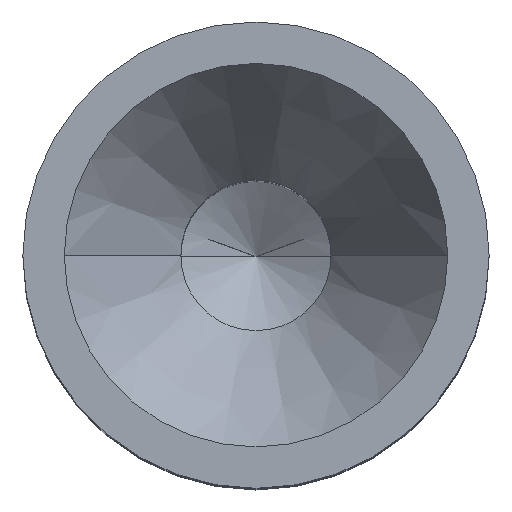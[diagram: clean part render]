
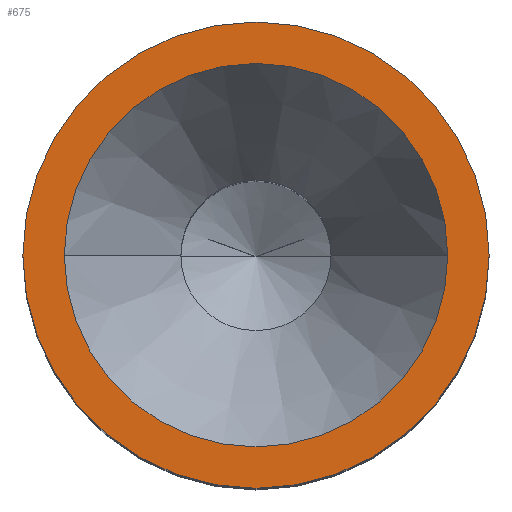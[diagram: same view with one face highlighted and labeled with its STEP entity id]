
A CAD part, top view. The second image highlights one B-rep face of the part: STEP entity #675.
In plain terms, the highlighted planar face has unit normal (0, 0, 1).
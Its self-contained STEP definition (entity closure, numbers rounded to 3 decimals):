
#201=CARTESIAN_POINT('',(0.,0.,12.498));
#202=DIRECTION('',(0.,0.,-1.));
#203=DIRECTION('',(-1.,0.,0.));
#204=AXIS2_PLACEMENT_3D('',#201,#202,#203);
#206=CARTESIAN_POINT('',(0.,0.,12.498));
#207=DIRECTION('',(0.,0.,1.));
#208=DIRECTION('',(-1.,0.,0.));
#209=AXIS2_PLACEMENT_3D('',#206,#207,#208);
#211=CARTESIAN_POINT('',(0.,0.,12.498));
#212=DIRECTION('',(0.,0.,1.));
#213=DIRECTION('',(-1.,0.,0.));
#214=AXIS2_PLACEMENT_3D('',#211,#212,#213);
#220=CARTESIAN_POINT('',(0.,0.,12.498));
#221=DIRECTION('',(0.,0.,-1.));
#222=DIRECTION('',(-1.,0.,0.));
#223=AXIS2_PLACEMENT_3D('',#220,#221,#222);
#326=CARTESIAN_POINT('',(-2.25,0.,12.498));
#328=VERTEX_POINT('',#326);
#340=CARTESIAN_POINT('',(2.25,0.,12.498));
#342=VERTEX_POINT('',#340);
#343=CARTESIAN_POINT('',(-1.85,0.,12.498));
#344=CARTESIAN_POINT('',(1.85,0.,12.498));
#345=VERTEX_POINT('',#343);
#346=VERTEX_POINT('',#344);
#660=CARTESIAN_POINT('',(0.,0.,12.498));
#661=DIRECTION('',(0.,0.,1.));
#662=DIRECTION('',(-1.,0.,0.));
#663=AXIS2_PLACEMENT_3D('',#660,#661,#662);
#664=PLANE('',#663);
#665=ORIENTED_EDGE('',*,*,#655,.T.);
#666=ORIENTED_EDGE('',*,*,#639,.F.);
#667=EDGE_LOOP('',(#665,#666));
#668=FACE_OUTER_BOUND('',#667,.F.);
#670=ORIENTED_EDGE('',*,*,#669,.T.);
#672=ORIENTED_EDGE('',*,*,#671,.F.);
#673=EDGE_LOOP('',(#670,#672));
#674=FACE_BOUND('',#673,.F.);
#675=ADVANCED_FACE('',(#668,#674),#664,.T.);
#205=CIRCLE('',#204,2.25);
#210=CIRCLE('',#209,2.25);
#215=CIRCLE('',#214,1.85);
#224=CIRCLE('',#223,1.85);
#639=EDGE_CURVE('',#328,#342,#210,.T.);
#655=EDGE_CURVE('',#328,#342,#205,.T.);
#669=EDGE_CURVE('',#345,#346,#215,.T.);
#671=EDGE_CURVE('',#345,#346,#224,.T.);
